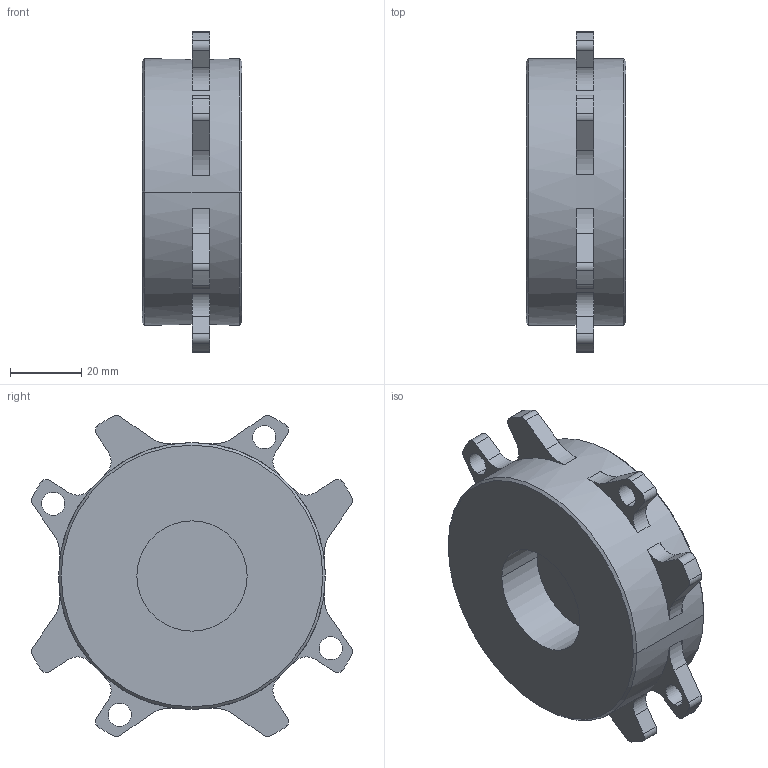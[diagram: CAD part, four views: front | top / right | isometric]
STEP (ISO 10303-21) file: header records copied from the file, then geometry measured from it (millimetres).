
FILE_DESCRIPTION(('OneSpaceDesigner STEP Export'),'2;1');
FILE_NAME('c000004512.stp','2010-12-15T 8:52:46',(''),(''),'OneSpace Designer STEP processor for AP214 (Solid Model)','OneSpace Modeling 15.50B 03-Nov-2007 (C) CoCreate Software GmbH','');
FILE_SCHEMA(('AUTOMOTIVE_DESIGN { 1 0 10303 214 1 1 1 1 }'));
Length unit declared in the file: millimetre
Products named in the file (1): 1
Bounding box: 28 x 90.17 x 90.17 mm (x, y, z)
Volume: 111182 mm3; surface area: 20616 mm2
Topology: 1 solids, 1 shells, 94 faces, 242 edges, 160 vertices
Faces by surface type: cylinder 54, plane 36, cone 4
Entity records: 3587 total; most frequent: DIRECTION 510, ORIENTED_EDGE 484, CARTESIAN_POINT 472, EDGE_CURVE 242, AXIS2_PLACEMENT_3D 198, VERTEX_POINT 160, VECTOR 114, LINE 114
